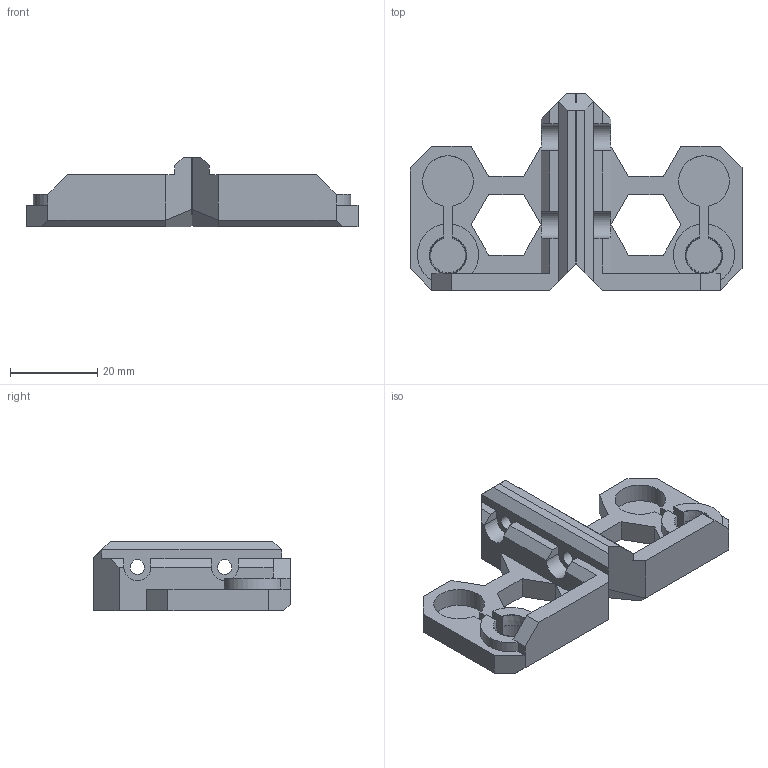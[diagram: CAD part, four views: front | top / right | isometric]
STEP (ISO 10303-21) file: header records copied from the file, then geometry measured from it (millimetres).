
FILE_DESCRIPTION( ( '' ), ' ' );
FILE_NAME( '5a7e3cab7adbb00ed9cb3f0f.step', '2018-02-10T00:28:28', ( '' ), ( '' ), ' ', ' ', ' ' );
FILE_SCHEMA( ( 'AUTOMOTIVE_DESIGN { 1 0 10303 214 1 1 1 1 }' ) );
Length unit declared in the file: metre
Products named in the file (2): z-axis-top-right; z-axis-top-left
Bounding box: 76 x 45 x 16 mm (x, y, z)
Volume: 15357.3 mm3; surface area: 10980.6 mm2
Topology: 2 solids, 10 shells, 192 faces, 488 edges, 314 vertices
Faces by surface type: plane 158, cylinder 16, cone 10, bspline 8
Entity records: 7413 total; most frequent: CARTESIAN_POINT 1303, ORIENTED_EDGE 976, DIRECTION 856, EDGE_CURVE 488, LINE 404, VECTOR 404, VERTEX_POINT 314, AXIS2_PLACEMENT_3D 226
